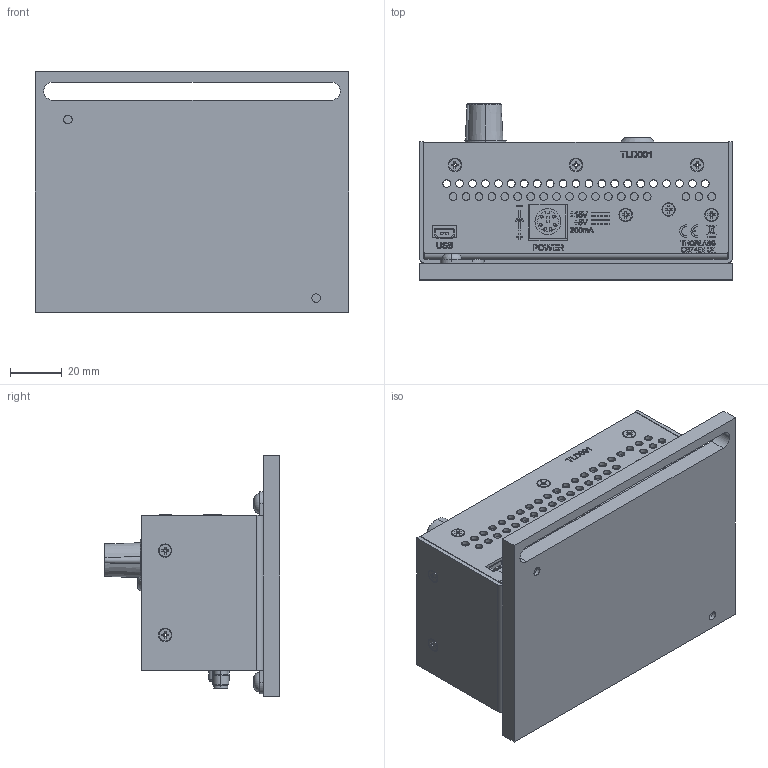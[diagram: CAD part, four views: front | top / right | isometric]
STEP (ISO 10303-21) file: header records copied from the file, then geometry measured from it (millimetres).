
FILE_DESCRIPTION (( 'STEP AP214' ), '1' );
FILE_NAME ('TLD001.STEP', '2016-05-04T15:08:58', ( '' ), ( '' ), 'SwSTEP 2.0', 'SolidWorks 2016', '' );
FILE_SCHEMA (( 'AUTOMOTIVE_DESIGN' ));
Length unit declared in the file: millimetre
Products named in the file (1): TLD001
Bounding box: 121.3 x 67.95 x 93 mm (x, y, z)
Surface area: 96510.9 mm2 (no closed solid volume)
Topology: 0 solids, 63 shells, 1321 faces, 5582 edges, 4242 vertices
Faces by surface type: plane 817, cylinder 284, bspline 123, cone 78, torus 19
Entity records: 85153 total; most frequent: CARTESIAN_POINT 27108, ORIENTED_EDGE 8046, DIRECTION 7986, EDGE_CURVE 5582, VERTEX_POINT 4242, VECTOR 3778, LINE 3778, AXIS2_PLACEMENT_3D 2104
